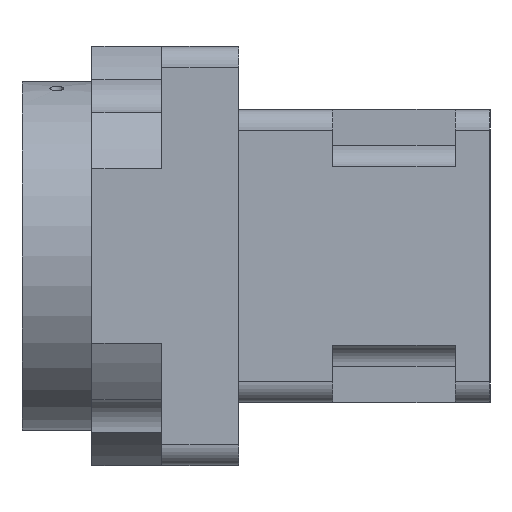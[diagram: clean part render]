
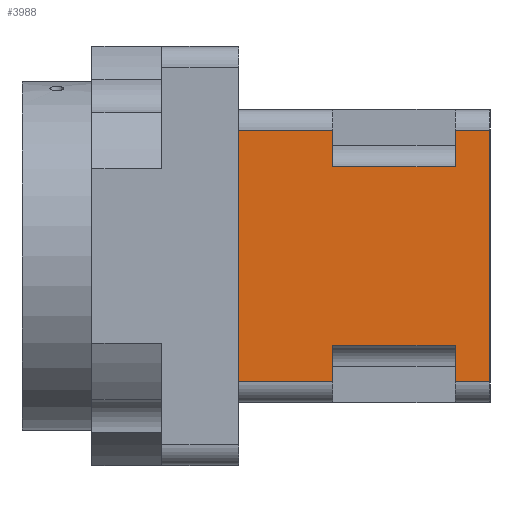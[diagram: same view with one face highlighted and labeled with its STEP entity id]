
A CAD part, left-side view. The second image highlights one B-rep face of the part: STEP entity #3988.
In plain terms, the highlighted planar face has unit normal (-1, 0, 0).
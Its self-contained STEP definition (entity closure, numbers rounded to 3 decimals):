
#374=FACE_OUTER_BOUND('',#640,.T.);
#640=EDGE_LOOP('',(#3534,#3535,#3536,#3537,#3538,#3539,#3540,#3541,#3542,
#3543,#3544,#3545,#3546,#3547));
#866=LINE('',#5652,#1234);
#869=LINE('',#5662,#1237);
#895=LINE('',#5795,#1263);
#904=LINE('',#5847,#1272);
#1147=LINE('',#6642,#1515);
#1153=LINE('',#6658,#1521);
#1158=LINE('',#6666,#1526);
#1177=LINE('',#6717,#1545);
#1184=LINE('',#6734,#1552);
#1186=LINE('',#6741,#1554);
#1190=LINE('',#6751,#1558);
#1195=LINE('',#6766,#1563);
#1196=LINE('',#6770,#1564);
#1197=LINE('',#6771,#1565);
#1234=VECTOR('',#4456,1000.);
#1237=VECTOR('',#4463,1000.);
#1263=VECTOR('',#4581,1000.);
#1272=VECTOR('',#4624,1000.);
#1515=VECTOR('',#5403,1000.);
#1521=VECTOR('',#5417,1000.);
#1526=VECTOR('',#5428,1000.);
#1545=VECTOR('',#5477,10.);
#1552=VECTOR('',#5494,10.);
#1554=VECTOR('',#5502,10.);
#1558=VECTOR('',#5512,10.);
#1563=VECTOR('',#5527,1000.);
#1564=VECTOR('',#5532,1000.);
#1565=VECTOR('',#5533,1000.);
#1599=VERTEX_POINT('',#5641);
#1604=VERTEX_POINT('',#5650);
#1608=VERTEX_POINT('',#5659);
#1609=VERTEX_POINT('',#5661);
#1669=VERTEX_POINT('',#5792);
#1670=VERTEX_POINT('',#5794);
#1695=VERTEX_POINT('',#5844);
#1696=VERTEX_POINT('',#5846);
#1935=VERTEX_POINT('',#6715);
#1939=VERTEX_POINT('',#6731);
#1940=VERTEX_POINT('',#6733);
#1945=VERTEX_POINT('',#6749);
#1950=VERTEX_POINT('',#6765);
#1951=VERTEX_POINT('',#6769);
#1986=EDGE_CURVE('',#1604,#1599,#866,.T.);
#1990=EDGE_CURVE('',#1608,#1609,#869,.T.);
#2055=EDGE_CURVE('',#1670,#1669,#895,.T.);
#2081=EDGE_CURVE('',#1696,#1695,#904,.T.);
#2431=EDGE_CURVE('',#1695,#1670,#1147,.T.);
#2439=EDGE_CURVE('',#1609,#1669,#1153,.T.);
#2444=EDGE_CURVE('',#1696,#1604,#1158,.T.);
#2470=EDGE_CURVE('',#1608,#1935,#1177,.T.);
#2478=EDGE_CURVE('',#1940,#1939,#1184,.T.);
#2482=EDGE_CURVE('',#1939,#1599,#1186,.T.);
#2487=EDGE_CURVE('',#1935,#1945,#1190,.T.);
#2494=EDGE_CURVE('',#1940,#1950,#1195,.T.);
#2496=EDGE_CURVE('',#1951,#1945,#1196,.T.);
#2497=EDGE_CURVE('',#1950,#1951,#1197,.T.);
#3534=ORIENTED_EDGE('',*,*,#2478,.T.);
#3535=ORIENTED_EDGE('',*,*,#2482,.T.);
#3536=ORIENTED_EDGE('',*,*,#1986,.F.);
#3537=ORIENTED_EDGE('',*,*,#2444,.F.);
#3538=ORIENTED_EDGE('',*,*,#2081,.T.);
#3539=ORIENTED_EDGE('',*,*,#2431,.T.);
#3540=ORIENTED_EDGE('',*,*,#2055,.T.);
#3541=ORIENTED_EDGE('',*,*,#2439,.F.);
#3542=ORIENTED_EDGE('',*,*,#1990,.F.);
#3543=ORIENTED_EDGE('',*,*,#2470,.T.);
#3544=ORIENTED_EDGE('',*,*,#2487,.T.);
#3545=ORIENTED_EDGE('',*,*,#2496,.F.);
#3546=ORIENTED_EDGE('',*,*,#2497,.F.);
#3547=ORIENTED_EDGE('',*,*,#2494,.F.);
#3779=PLANE('',#4408);
#3988=ADVANCED_FACE('',(#374),#3779,.F.);
#4408=AXIS2_PLACEMENT_3D('',#6768,#5530,#5531);
#4456=DIRECTION('',(0.,0.,-1.));
#4463=DIRECTION('',(0.,0.,-1.));
#4581=DIRECTION('',(0.,0.,-1.));
#4624=DIRECTION('',(0.,0.,-1.));
#5403=DIRECTION('',(0.,0.,-1.));
#5417=DIRECTION('',(0.,1.,0.));
#5428=DIRECTION('',(0.,-1.,0.));
#5477=DIRECTION('',(0.,-1.,0.));
#5494=DIRECTION('',(0.,0.,-1.));
#5502=DIRECTION('',(0.,1.,0.));
#5512=DIRECTION('',(0.,0.,-1.));
#5527=DIRECTION('',(0.,-1.,0.));
#5530=DIRECTION('center_axis',(1.,0.,0.));
#5531=DIRECTION('ref_axis',(0.,0.,-1.));
#5532=DIRECTION('',(0.,1.,0.));
#5533=DIRECTION('',(0.,0.,-1.));
#5641=CARTESIAN_POINT('',(10.,-13.5,12.75));
#5650=CARTESIAN_POINT('',(10.,-13.5,18.));
#5652=CARTESIAN_POINT('',(10.,-13.5,18.));
#5659=CARTESIAN_POINT('',(10.,-13.5,-12.75));
#5661=CARTESIAN_POINT('',(10.,-13.5,-18.));
#5662=CARTESIAN_POINT('',(10.,-13.5,18.));
#5792=CARTESIAN_POINT('',(10.,0.,-18.));
#5794=CARTESIAN_POINT('',(10.,0.,-9.798));
#5795=CARTESIAN_POINT('',(10.,0.,-18.));
#5844=CARTESIAN_POINT('',(10.,0.,9.798));
#5846=CARTESIAN_POINT('',(10.,0.,18.));
#5847=CARTESIAN_POINT('',(10.,0.,-18.));
#6642=CARTESIAN_POINT('',(10.,0.,-18.));
#6658=CARTESIAN_POINT('',(10.,-33.,-18.));
#6666=CARTESIAN_POINT('',(10.,-33.,18.));
#6715=CARTESIAN_POINT('',(10.,-31.,-12.75));
#6717=CARTESIAN_POINT('',(10.,-32.,-12.75));
#6731=CARTESIAN_POINT('',(10.,-31.,12.75));
#6733=CARTESIAN_POINT('',(10.,-31.,18.));
#6734=CARTESIAN_POINT('',(10.,-31.,18.846));
#6741=CARTESIAN_POINT('',(10.,-32.,12.75));
#6749=CARTESIAN_POINT('',(10.,-31.,-18.));
#6751=CARTESIAN_POINT('',(10.,-31.,-1.279));
#6765=CARTESIAN_POINT('',(10.,-36.,18.));
#6766=CARTESIAN_POINT('',(10.,-34.5,18.));
#6768=CARTESIAN_POINT('Origin',(10.,-34.5,18.));
#6769=CARTESIAN_POINT('',(10.,-36.,-18.));
#6770=CARTESIAN_POINT('',(10.,-34.5,-18.));
#6771=CARTESIAN_POINT('',(10.,-36.,18.));
